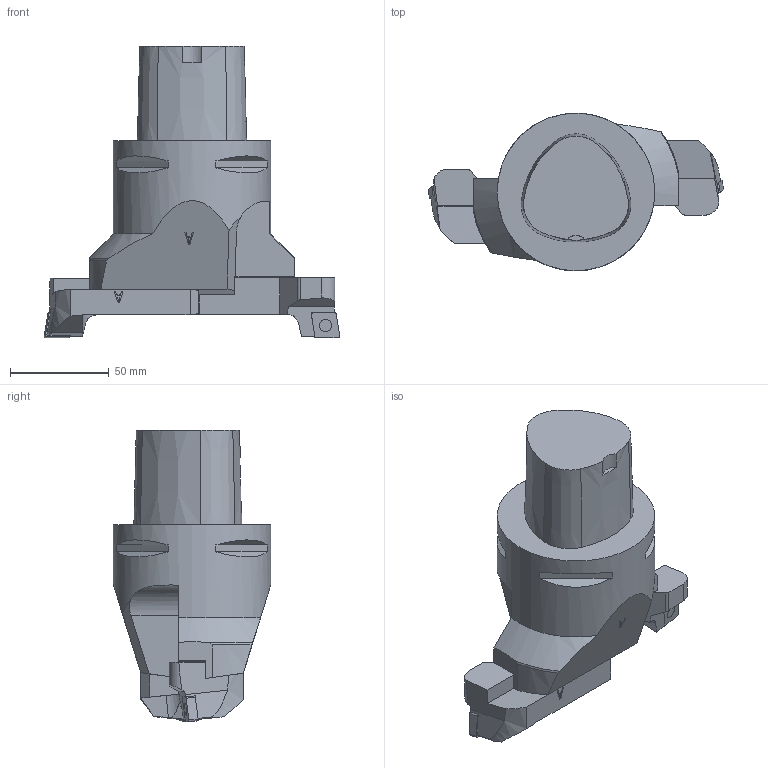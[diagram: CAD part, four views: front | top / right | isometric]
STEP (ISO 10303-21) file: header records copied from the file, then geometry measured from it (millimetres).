
FILE_DESCRIPTION(/* description */ (''),/* implementation_level */ '2;1');
FILE_NAME(/* name */ '1548241034657.stp',/* time_stamp */ '2019-01-23T11:57:32+01:00',/* author */ (''),/* organization */ ('SMS'),/* preprocessor_version */ 'ST-DEVELOPER v15',/* originating_system */ 'SIEMENS PLM Software NX 8.5',/* authorisation */ '');
FILE_SCHEMA (('AUTOMOTIVE_DESIGN { 1 0 10303 214 3 1 1 1 }'));
Length unit declared in the file: millimetre
Products named in the file (10): 202024635mod000_00; ASSEMBLY_CONSTRUCTION; 202023292mod000_00; 202024372mod000_00; 200954777mod000_01; 202024664mod000_00; 202024583mod000_00; 202027041mod000_00
Assembly tree (10 placements, depth 3):
  202027041mod000_00
    202024583mod000_00
      ASSEMBLY_CONSTRUCTION
      202024372mod000_00
      202023292mod000_00
    202024664mod000_00
      ASSEMBLY_CONSTRUCTION
      202024635mod000_00
      202023292mod000_00
    200954777mod000_01
    ASSEMBLY_CONSTRUCTION
Bounding box: 149.97 x 80 x 148 mm (x, y, z)
Volume: 517037.9 mm3; surface area: 58958.3 mm2
Topology: 5 solids, 5 shells, 209 faces, 528 edges, 364 vertices
Faces by surface type: plane 137, cylinder 28, extrusion 18, cone 18, torus 8
Full cylindrical faces by diameter (mm): 4.6 x4, 80 x1
Entity records: 6650 total; most frequent: CARTESIAN_POINT 1756, ORIENTED_EDGE 948, DIRECTION 879, EDGE_CURVE 474, VERTEX_POINT 321, AXIS2_PLACEMENT_3D 299, VECTOR 281, LINE 263
